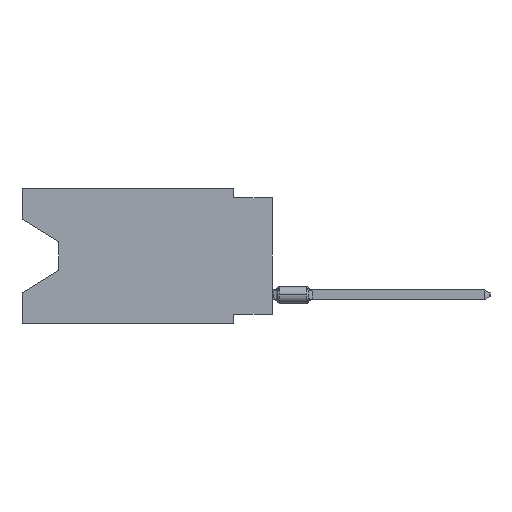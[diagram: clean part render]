
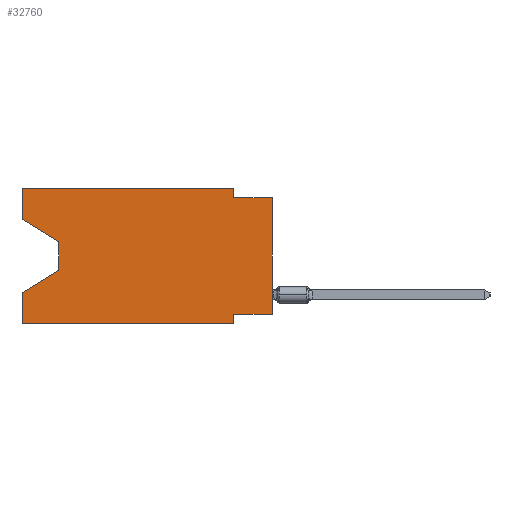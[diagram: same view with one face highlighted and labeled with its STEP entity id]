
A CAD part, left-side view. The second image highlights one B-rep face of the part: STEP entity #32760.
In plain terms, the highlighted planar face has unit normal (-1, 0, 0).
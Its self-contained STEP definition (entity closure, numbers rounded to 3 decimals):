
#655 = CARTESIAN_POINT ( 'NONE',  ( 0., 16.383, 0. ) ) ;
#735 = LINE ( 'NONE', #13974, #13545 ) ;
#823 = ORIENTED_EDGE ( 'NONE', *, *, #9355, .F. ) ;
#1226 = VECTOR ( 'NONE', #9155, 1000. ) ;
#1495 = CARTESIAN_POINT ( 'NONE',  ( 0., 2.54, -8.89 ) ) ;
#1675 = LINE ( 'NONE', #7121, #25098 ) ;
#2128 = ORIENTED_EDGE ( 'NONE', *, *, #9898, .T. ) ;
#2282 = VECTOR ( 'NONE', #6135, 1000. ) ;
#2287 = EDGE_CURVE ( 'NONE', #18744, #3203, #3057, .T. ) ;
#2515 = CARTESIAN_POINT ( 'NONE',  ( 0., 0., -0.635 ) ) ;
#2678 = LINE ( 'NONE', #23403, #15641 ) ;
#2766 = VECTOR ( 'NONE', #29377, 1000. ) ;
#3057 = LINE ( 'NONE', #25999, #25622 ) ;
#3203 = VERTEX_POINT ( 'NONE', #16564 ) ;
#3264 = VECTOR ( 'NONE', #29340, 1000. ) ;
#4576 = VERTEX_POINT ( 'NONE', #2515 ) ;
#4592 = DIRECTION ( 'NONE',  ( 0., 0., -1. ) ) ;
#4604 = LINE ( 'NONE', #20400, #29931 ) ;
#5621 = DIRECTION ( 'NONE',  ( 0., 0., -1. ) ) ;
#5813 = CARTESIAN_POINT ( 'NONE',  ( 0., 13.97, -3.505 ) ) ;
#6135 = DIRECTION ( 'NONE',  ( 0., 1., 0. ) ) ;
#6267 = EDGE_CURVE ( 'NONE', #32741, #11699, #735, .T. ) ;
#6723 = VERTEX_POINT ( 'NONE', #16150 ) ;
#7121 = CARTESIAN_POINT ( 'NONE',  ( 0., 0., -0.635 ) ) ;
#7179 = DIRECTION ( 'NONE',  ( 0., 0., -1. ) ) ;
#8088 = EDGE_CURVE ( 'NONE', #32741, #21001, #26996, .T. ) ;
#8990 = CARTESIAN_POINT ( 'NONE',  ( 0., 16.383, 0. ) ) ;
#9093 = EDGE_CURVE ( 'NONE', #29315, #24331, #4604, .T. ) ;
#9098 = VECTOR ( 'NONE', #15434, 1000. ) ;
#9155 = DIRECTION ( 'NONE',  ( 0., -1., 0. ) ) ;
#9355 = EDGE_CURVE ( 'NONE', #11648, #11146, #21751, .T. ) ;
#9605 = VECTOR ( 'NONE', #4592, 1000. ) ;
#9687 = CARTESIAN_POINT ( 'NONE',  ( 0., 2.54, -8.89 ) ) ;
#9898 = EDGE_CURVE ( 'NONE', #24331, #11699, #10060, .T. ) ;
#10060 = LINE ( 'NONE', #20596, #19674 ) ;
#10088 = ORIENTED_EDGE ( 'NONE', *, *, #22454, .F. ) ;
#10575 = EDGE_CURVE ( 'NONE', #6723, #18744, #22228, .T. ) ;
#10615 = EDGE_CURVE ( 'NONE', #3203, #4576, #1675, .T. ) ;
#11146 = VERTEX_POINT ( 'NONE', #12826 ) ;
#11648 = VERTEX_POINT ( 'NONE', #19600 ) ;
#11699 = VERTEX_POINT ( 'NONE', #18171 ) ;
#11845 = ORIENTED_EDGE ( 'NONE', *, *, #2287, .F. ) ;
#12048 = DIRECTION ( 'NONE',  ( 0., -1., 0. ) ) ;
#12753 = CARTESIAN_POINT ( 'NONE',  ( 0., 2.54, 0. ) ) ;
#12826 = CARTESIAN_POINT ( 'NONE',  ( 0., 2.54, -8.255 ) ) ;
#13545 = VECTOR ( 'NONE', #24519, 1000. ) ;
#13974 = CARTESIAN_POINT ( 'NONE',  ( 0., 16.383, 0. ) ) ;
#14124 = ORIENTED_EDGE ( 'NONE', *, *, #10615, .F. ) ;
#15434 = DIRECTION ( 'NONE',  ( 0., 0., 1. ) ) ;
#15590 = ORIENTED_EDGE ( 'NONE', *, *, #10575, .F. ) ;
#15641 = VECTOR ( 'NONE', #28327, 1000. ) ;
#16150 = CARTESIAN_POINT ( 'NONE',  ( 0., 16.383, 0. ) ) ;
#16195 = EDGE_CURVE ( 'NONE', #28017, #6723, #33277, .T. ) ;
#16252 = EDGE_LOOP ( 'NONE', ( #31889, #21574, #2128, #30550, #29076, #10088, #823, #22853, #14124, #11845, #15590, #25170 ) ) ;
#16527 = CARTESIAN_POINT ( 'NONE',  ( 0., 16.383, 0. ) ) ;
#16564 = CARTESIAN_POINT ( 'NONE',  ( 0., 2.54, -0.635 ) ) ;
#17164 = LINE ( 'NONE', #9687, #9605 ) ;
#17436 = AXIS2_PLACEMENT_3D ( 'NONE', #16527, #33159, #7179 ) ;
#18171 = CARTESIAN_POINT ( 'NONE',  ( 0., 16.383, -6.852 ) ) ;
#18744 = VERTEX_POINT ( 'NONE', #12753 ) ;
#19600 = CARTESIAN_POINT ( 'NONE',  ( 0., 0., -8.255 ) ) ;
#19674 = VECTOR ( 'NONE', #23634, 1000. ) ;
#20400 = CARTESIAN_POINT ( 'NONE',  ( 0., 13.97, -3.505 ) ) ;
#20596 = CARTESIAN_POINT ( 'NONE',  ( 0., 13.97, -5.385 ) ) ;
#21001 = VERTEX_POINT ( 'NONE', #1495 ) ;
#21574 = ORIENTED_EDGE ( 'NONE', *, *, #9093, .T. ) ;
#21751 = LINE ( 'NONE', #29381, #2282 ) ;
#21950 = PLANE ( 'NONE',  #17436 ) ;
#22228 = LINE ( 'NONE', #8990, #1226 ) ;
#22454 = EDGE_CURVE ( 'NONE', #11146, #21001, #17164, .T. ) ;
#22606 = DIRECTION ( 'NONE',  ( 0., 0., -1. ) ) ;
#22853 = ORIENTED_EDGE ( 'NONE', *, *, #31203, .T. ) ;
#23403 = CARTESIAN_POINT ( 'NONE',  ( 0., 16.383, -2.038 ) ) ;
#23634 = DIRECTION ( 'NONE',  ( 0., 0.855, -0.519 ) ) ;
#23982 = EDGE_CURVE ( 'NONE', #28017, #29315, #2678, .T. ) ;
#24331 = VERTEX_POINT ( 'NONE', #30498 ) ;
#24519 = DIRECTION ( 'NONE',  ( 0., 0., 1. ) ) ;
#24592 = CARTESIAN_POINT ( 'NONE',  ( 0., 0., 0. ) ) ;
#25098 = VECTOR ( 'NONE', #12048, 1000. ) ;
#25170 = ORIENTED_EDGE ( 'NONE', *, *, #16195, .F. ) ;
#25622 = VECTOR ( 'NONE', #5621, 1000. ) ;
#25999 = CARTESIAN_POINT ( 'NONE',  ( 0., 2.54, 0. ) ) ;
#26674 = CARTESIAN_POINT ( 'NONE',  ( 0., 16.383, -8.89 ) ) ;
#26723 = CARTESIAN_POINT ( 'NONE',  ( 0., 16.383, -8.89 ) ) ;
#26996 = LINE ( 'NONE', #26674, #2766 ) ;
#28017 = VERTEX_POINT ( 'NONE', #32340 ) ;
#28327 = DIRECTION ( 'NONE',  ( 0., -0.855, -0.519 ) ) ;
#29076 = ORIENTED_EDGE ( 'NONE', *, *, #8088, .T. ) ;
#29315 = VERTEX_POINT ( 'NONE', #5813 ) ;
#29340 = DIRECTION ( 'NONE',  ( 0., 0., 1. ) ) ;
#29377 = DIRECTION ( 'NONE',  ( 0., -1., 0. ) ) ;
#29381 = CARTESIAN_POINT ( 'NONE',  ( 0., 0., -8.255 ) ) ;
#29425 = FACE_OUTER_BOUND ( 'NONE', #16252, .T. ) ;
#29931 = VECTOR ( 'NONE', #22606, 1000. ) ;
#30498 = CARTESIAN_POINT ( 'NONE',  ( 0., 13.97, -5.385 ) ) ;
#30550 = ORIENTED_EDGE ( 'NONE', *, *, #6267, .F. ) ;
#31203 = EDGE_CURVE ( 'NONE', #11648, #4576, #32391, .T. ) ;
#31889 = ORIENTED_EDGE ( 'NONE', *, *, #23982, .T. ) ;
#32340 = CARTESIAN_POINT ( 'NONE',  ( 0., 16.383, -2.038 ) ) ;
#32391 = LINE ( 'NONE', #24592, #3264 ) ;
#32741 = VERTEX_POINT ( 'NONE', #26723 ) ;
#32760 = ADVANCED_FACE ( 'NONE', ( #29425 ), #21950, .F. ) ;
#33159 = DIRECTION ( 'NONE',  ( 1., 0., 0. ) ) ;
#33277 = LINE ( 'NONE', #655, #9098 ) ;
